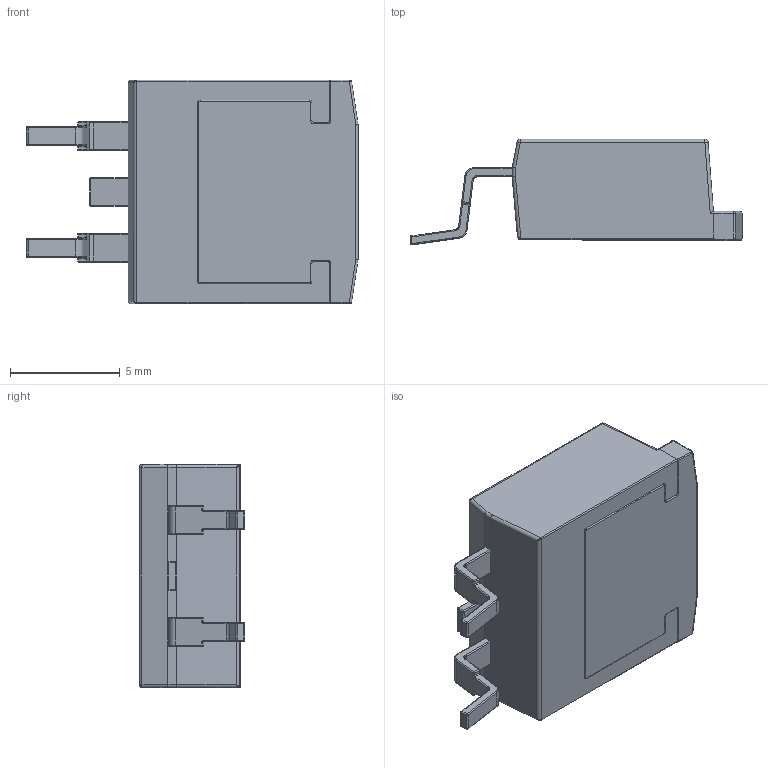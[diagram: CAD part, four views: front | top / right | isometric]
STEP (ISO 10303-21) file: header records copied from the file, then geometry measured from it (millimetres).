
FILE_DESCRIPTION (( 'STEP AP214' ), '1' );
FILE_NAME ('SM74611KTTR.STEP', '2018-09-13T18:48:12', ( '' ), ( '' ), 'SwSTEP 2.0', 'SolidWorks 2014', '' );
FILE_SCHEMA (( 'AUTOMOTIVE_DESIGN' ));
Length unit declared in the file: millimetre
Products named in the file (1): SM74611KTTR
Bounding box: 15.09 x 4.79 x 10.16 mm (x, y, z)
Volume: 439.1 mm3; surface area: 421.8 mm2
Topology: 1 solids, 1 shells, 234 faces, 561 edges, 303 vertices
Faces by surface type: cylinder 114, plane 49, torus 32, sphere 29, bspline 10
Entity records: 7006 total; most frequent: CARTESIAN_POINT 1349, DIRECTION 1195, ORIENTED_EDGE 1060, EDGE_CURVE 530, AXIS2_PLACEMENT_3D 472, VERTEX_POINT 298, VECTOR 251, LINE 251
